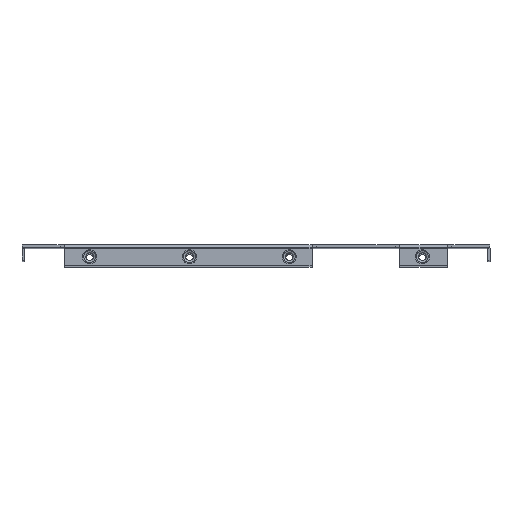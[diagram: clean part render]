
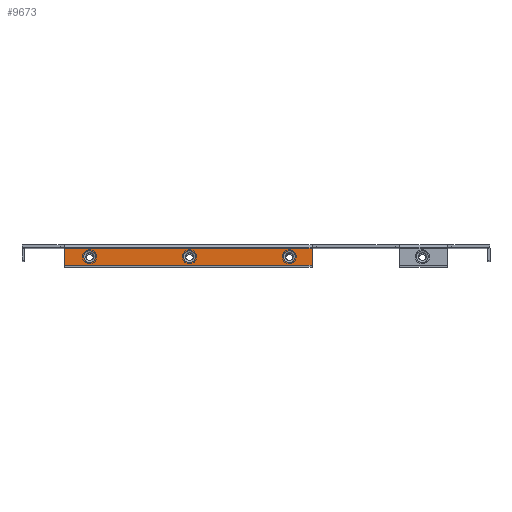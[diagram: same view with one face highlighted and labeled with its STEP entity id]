
A CAD part, top view. The second image highlights one B-rep face of the part: STEP entity #9673.
In plain terms, the highlighted planar face has unit normal (0, 0, 1).
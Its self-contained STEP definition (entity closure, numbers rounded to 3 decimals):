
#27=FACE_BOUND('',#1216,.T.);
#28=FACE_BOUND('',#1217,.T.);
#29=FACE_BOUND('',#1218,.T.);
#489=PLANE('',#10985);
#845=FACE_OUTER_BOUND('',#1215,.T.);
#1215=EDGE_LOOP('',(#7781,#7782,#7783,#7784));
#1216=EDGE_LOOP('',(#7785,#7786));
#1217=EDGE_LOOP('',(#7787,#7788));
#1218=EDGE_LOOP('',(#7789,#7790));
#2679=CIRCLE('',#10943,2.7);
#2680=CIRCLE('',#10944,2.7);
#2693=CIRCLE('',#10962,2.7);
#2694=CIRCLE('',#10963,2.7);
#2707=CIRCLE('',#10981,2.7);
#2708=CIRCLE('',#10982,2.7);
#3011=LINE('',#16733,#3471);
#3015=LINE('',#16742,#3475);
#3019=LINE('',#16749,#3479);
#3020=LINE('',#16750,#3480);
#3471=VECTOR('',#13809,7.7);
#3475=VECTOR('',#13815,7.7);
#3479=VECTOR('',#13821,111.6);
#3480=VECTOR('',#13822,111.6);
#4607=VERTEX_POINT('',#16659);
#4608=VERTEX_POINT('',#16661);
#4619=VERTEX_POINT('',#16692);
#4620=VERTEX_POINT('',#16694);
#4631=VERTEX_POINT('',#16725);
#4632=VERTEX_POINT('',#16727);
#4633=VERTEX_POINT('',#16731);
#4634=VERTEX_POINT('',#16732);
#4637=VERTEX_POINT('',#16740);
#4638=VERTEX_POINT('',#16741);
#5961=EDGE_CURVE('',#4607,#4608,#2679,.T.);
#5962=EDGE_CURVE('',#4608,#4607,#2680,.T.);
#5977=EDGE_CURVE('',#4619,#4620,#2693,.T.);
#5978=EDGE_CURVE('',#4620,#4619,#2694,.T.);
#5993=EDGE_CURVE('',#4631,#4632,#2707,.T.);
#5994=EDGE_CURVE('',#4632,#4631,#2708,.T.);
#5995=EDGE_CURVE('',#4633,#4634,#3011,.T.);
#5999=EDGE_CURVE('',#4637,#4638,#3015,.T.);
#6003=EDGE_CURVE('',#4634,#4637,#3019,.T.);
#6004=EDGE_CURVE('',#4638,#4633,#3020,.T.);
#7781=ORIENTED_EDGE('',*,*,#6003,.F.);
#7782=ORIENTED_EDGE('',*,*,#5995,.F.);
#7783=ORIENTED_EDGE('',*,*,#6004,.F.);
#7784=ORIENTED_EDGE('',*,*,#5999,.F.);
#7785=ORIENTED_EDGE('',*,*,#5993,.F.);
#7786=ORIENTED_EDGE('',*,*,#5994,.F.);
#7787=ORIENTED_EDGE('',*,*,#5977,.F.);
#7788=ORIENTED_EDGE('',*,*,#5978,.F.);
#7789=ORIENTED_EDGE('',*,*,#5961,.F.);
#7790=ORIENTED_EDGE('',*,*,#5962,.F.);
#9673=ADVANCED_FACE('',(#845,#27,#28,#29),#489,.F.);
#10943=AXIS2_PLACEMENT_3D('',#16662,#13723,#13724);
#10944=AXIS2_PLACEMENT_3D('',#16663,#13725,#13726);
#10962=AXIS2_PLACEMENT_3D('',#16695,#13763,#13764);
#10963=AXIS2_PLACEMENT_3D('',#16696,#13765,#13766);
#10981=AXIS2_PLACEMENT_3D('',#16728,#13803,#13804);
#10982=AXIS2_PLACEMENT_3D('',#16729,#13805,#13806);
#10985=AXIS2_PLACEMENT_3D('',#16748,#13819,#13820);
#13723=DIRECTION('center_axis',(0.,0.,1.));
#13724=DIRECTION('ref_axis',(0.,1.,0.));
#13725=DIRECTION('center_axis',(0.,0.,1.));
#13726=DIRECTION('ref_axis',(0.,-1.,0.));
#13763=DIRECTION('center_axis',(0.,0.,1.));
#13764=DIRECTION('ref_axis',(0.,1.,0.));
#13765=DIRECTION('center_axis',(0.,0.,1.));
#13766=DIRECTION('ref_axis',(0.,-1.,0.));
#13803=DIRECTION('center_axis',(0.,0.,1.));
#13804=DIRECTION('ref_axis',(0.,1.,0.));
#13805=DIRECTION('center_axis',(0.,0.,1.));
#13806=DIRECTION('ref_axis',(0.,-1.,0.));
#13809=DIRECTION('',(0.,1.,0.));
#13815=DIRECTION('',(0.,-1.,0.));
#13819=DIRECTION('center_axis',(0.,0.,
-1.));
#13820=DIRECTION('ref_axis',(-1.,0.,0.));
#13821=DIRECTION('',(1.,0.,0.));
#13822=DIRECTION('',(-1.,0.,0.));
#16659=CARTESIAN_POINT('',(15.,2.,215.675));
#16661=CARTESIAN_POINT('',(15.,-3.4,215.675));
#16662=CARTESIAN_POINT('Origin',(15.,-0.7,215.675));
#16663=CARTESIAN_POINT('Origin',(15.,-0.7,215.675));
#16692=CARTESIAN_POINT('',(-30.,2.,215.675));
#16694=CARTESIAN_POINT('',(-30.,-3.4,215.675));
#16695=CARTESIAN_POINT('Origin',(-30.,-0.7,215.675));
#16696=CARTESIAN_POINT('Origin',(-30.,-0.7,215.675));
#16725=CARTESIAN_POINT('',(-75.,2.,215.675));
#16727=CARTESIAN_POINT('',(-75.,-3.4,215.675));
#16728=CARTESIAN_POINT('Origin',(-75.,-0.7,215.675));
#16729=CARTESIAN_POINT('Origin',(-75.,-0.7,215.675));
#16731=CARTESIAN_POINT('',(-86.35,-4.6,215.675));
#16732=CARTESIAN_POINT('',(-86.35,3.1,215.675));
#16733=CARTESIAN_POINT('',(-86.35,-4.6,215.675));
#16740=CARTESIAN_POINT('',(25.25,3.1,215.675));
#16741=CARTESIAN_POINT('',(25.25,-4.6,215.675));
#16742=CARTESIAN_POINT('',(25.25,3.1,215.675));
#16748=CARTESIAN_POINT('Origin',(-30.55,-0.74,215.675));
#16749=CARTESIAN_POINT('',(-86.35,3.1,215.675));
#16750=CARTESIAN_POINT('',(25.25,-4.6,215.675));
